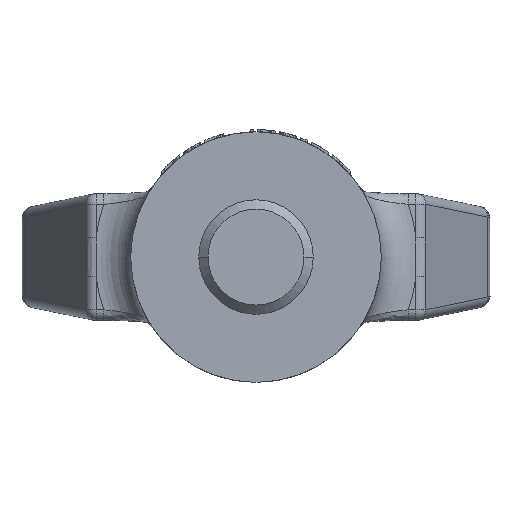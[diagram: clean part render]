
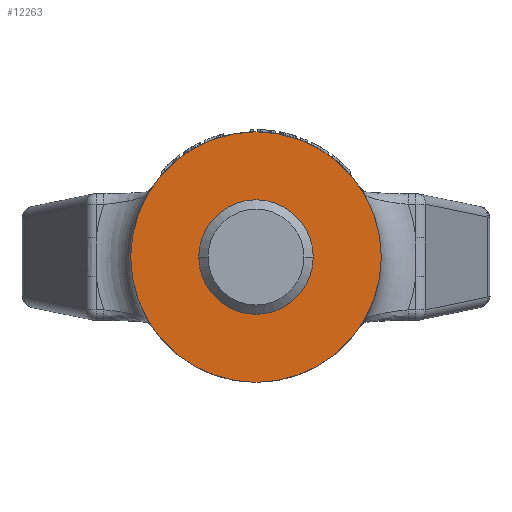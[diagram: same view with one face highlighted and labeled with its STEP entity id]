
A CAD part, front view. The second image highlights one B-rep face of the part: STEP entity #12263.
In plain terms, the highlighted planar face has unit normal (0, -1, 0).
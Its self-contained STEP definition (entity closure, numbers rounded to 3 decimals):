
#3362=CARTESIAN_POINT('',(0.,-29.5,0.));
#3363=DIRECTION('',(0.,-1.,0.));
#3364=DIRECTION('',(-1.,0.,0.));
#3365=AXIS2_PLACEMENT_3D('',#3362,#3363,#3364);
#3367=CARTESIAN_POINT('',(0.,-29.5,0.));
#3368=DIRECTION('',(0.,1.,0.));
#3369=DIRECTION('',(-1.,0.,0.));
#3370=AXIS2_PLACEMENT_3D('',#3367,#3368,#3369);
#6006=CARTESIAN_POINT('',(-17.5,-29.5,0.));
#6007=CARTESIAN_POINT('',(17.5,-29.5,0.));
#6008=VERTEX_POINT('',#6006);
#6009=VERTEX_POINT('',#6007);
#12254=CARTESIAN_POINT('',(0.,-29.5,0.));
#12255=DIRECTION('',(0.,1.,0.));
#12256=DIRECTION('',(1.,0.,0.));
#12257=AXIS2_PLACEMENT_3D('',#12254,#12255,#12256);
#12258=PLANE('',#12257);
#12259=ORIENTED_EDGE('',*,*,#9178,.F.);
#12260=ORIENTED_EDGE('',*,*,#7535,.T.);
#12261=EDGE_LOOP('',(#12259,#12260));
#12262=FACE_OUTER_BOUND('',#12261,.F.);
#12263=ADVANCED_FACE('',(#12262),#12258,.F.);
#3366=CIRCLE('',#3365,17.5);
#3371=CIRCLE('',#3370,17.5);
#7535=EDGE_CURVE('',#6008,#6009,#3371,.T.);
#9178=EDGE_CURVE('',#6008,#6009,#3366,.T.);
